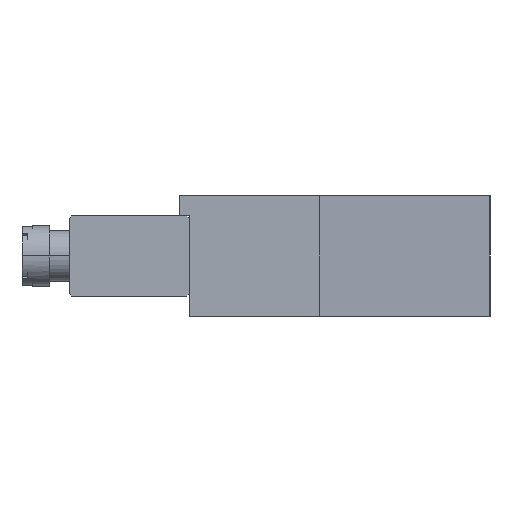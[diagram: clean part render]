
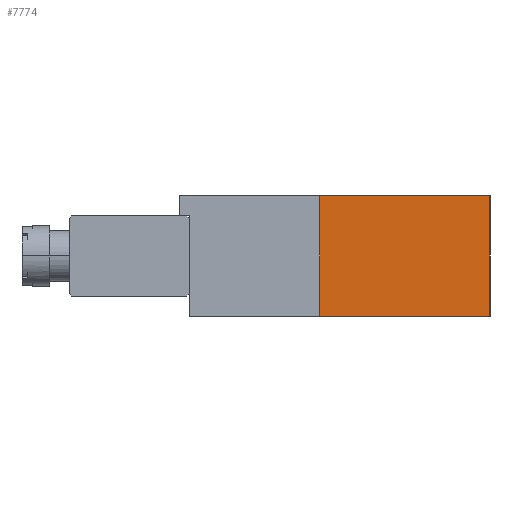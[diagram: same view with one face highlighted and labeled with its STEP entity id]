
A CAD part, left-side view. The second image highlights one B-rep face of the part: STEP entity #7774.
In plain terms, the highlighted planar face has unit normal (-0.62, -0.784, 0).
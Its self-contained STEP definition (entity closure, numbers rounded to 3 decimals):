
#902 = PLANE ( 'NONE',  #16768 ) ;
#1584 = CARTESIAN_POINT ( 'NONE',  ( -21.5, -30., -12. ) ) ;
#4313 = CARTESIAN_POINT ( 'NONE',  ( -21.5, -30., 0. ) ) ;
#6757 = VERTEX_POINT ( 'NONE', #7021 ) ;
#7021 = CARTESIAN_POINT ( 'NONE',  ( -21.5, -30., -12. ) ) ;
#7774 = ADVANCED_FACE ( 'NONE', ( #32452 ), #902, .T. ) ;
#7787 = CARTESIAN_POINT ( 'NONE',  ( -21.5, -30., -12. ) ) ;
#8566 = EDGE_CURVE ( 'NONE', #6757, #32580, #19563, .T. ) ;
#8678 = DIRECTION ( 'NONE',  ( 0., 0., 1. ) ) ;
#12617 = EDGE_CURVE ( 'NONE', #20217, #6757, #20961, .T. ) ;
#13119 = ORIENTED_EDGE ( 'NONE', *, *, #33679, .F. ) ;
#14122 = DIRECTION ( 'NONE',  ( -0.62, -0.784, 0. ) ) ;
#14769 = ORIENTED_EDGE ( 'NONE', *, *, #8566, .T. ) ;
#16768 = AXIS2_PLACEMENT_3D ( 'NONE', #29800, #14122, #32411 ) ;
#18405 = CARTESIAN_POINT ( 'NONE',  ( -21.5, -30., 0. ) ) ;
#18661 = VERTEX_POINT ( 'NONE', #29158 ) ;
#18728 = VECTOR ( 'NONE', #28673, 1000. ) ;
#19563 = LINE ( 'NONE', #7787, #18728 ) ;
#20151 = VECTOR ( 'NONE', #25192, 1000. ) ;
#20217 = VERTEX_POINT ( 'NONE', #25469 ) ;
#20296 = EDGE_LOOP ( 'NONE', ( #13119, #34014, #27855, #14769 ) ) ;
#20783 = VECTOR ( 'NONE', #8678, 1000. ) ;
#20961 = LINE ( 'NONE', #1584, #20151 ) ;
#21629 = LINE ( 'NONE', #26843, #20783 ) ;
#22621 = DIRECTION ( 'NONE',  ( 0.784, -0.62, 0. ) ) ;
#25192 = DIRECTION ( 'NONE',  ( 0.784, -0.62, 0. ) ) ;
#25469 = CARTESIAN_POINT ( 'NONE',  ( -43., -13., -12. ) ) ;
#26398 = LINE ( 'NONE', #4313, #32578 ) ;
#26843 = CARTESIAN_POINT ( 'NONE',  ( -43., -13., -12. ) ) ;
#27832 = EDGE_CURVE ( 'NONE', #20217, #18661, #21629, .T. ) ;
#27855 = ORIENTED_EDGE ( 'NONE', *, *, #12617, .T. ) ;
#28673 = DIRECTION ( 'NONE',  ( 0., 0., 1. ) ) ;
#29158 = CARTESIAN_POINT ( 'NONE',  ( -43., -13., 0. ) ) ;
#29800 = CARTESIAN_POINT ( 'NONE',  ( -21.5, -30., -12. ) ) ;
#32411 = DIRECTION ( 'NONE',  ( 0.784, -0.62, 0. ) ) ;
#32452 = FACE_OUTER_BOUND ( 'NONE', #20296, .T. ) ;
#32578 = VECTOR ( 'NONE', #22621, 1000. ) ;
#32580 = VERTEX_POINT ( 'NONE', #18405 ) ;
#33679 = EDGE_CURVE ( 'NONE', #18661, #32580, #26398, .T. ) ;
#34014 = ORIENTED_EDGE ( 'NONE', *, *, #27832, .F. ) ;
